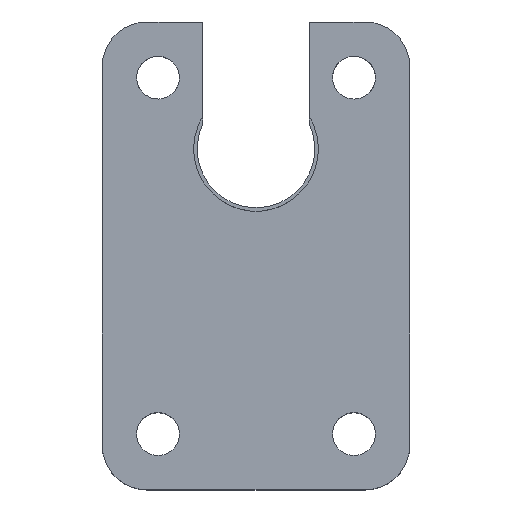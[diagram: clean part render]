
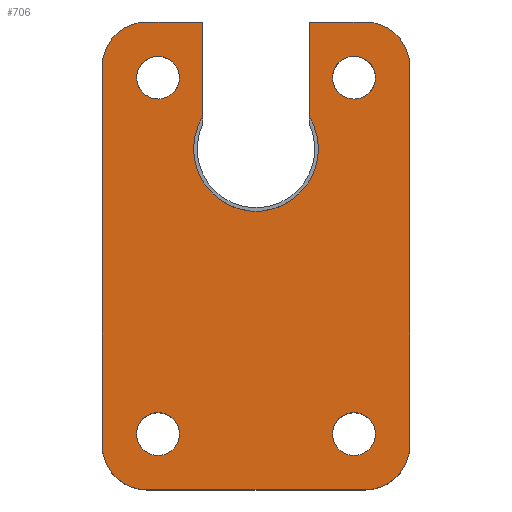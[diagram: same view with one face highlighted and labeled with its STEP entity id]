
A CAD part, top view. The second image highlights one B-rep face of the part: STEP entity #706.
In plain terms, the highlighted planar face has unit normal (0, 0, 1).
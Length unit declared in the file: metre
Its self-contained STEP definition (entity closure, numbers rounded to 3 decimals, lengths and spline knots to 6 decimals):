
#20=CIRCLE('',#755,0.0024);
#23=CIRCLE('',#759,0.0024);
#24=CIRCLE('',#760,0.0024);
#25=CIRCLE('',#761,0.0024);
#26=CIRCLE('',#762,0.005);
#27=CIRCLE('',#763,0.005);
#28=CIRCLE('',#764,0.007);
#29=CIRCLE('',#765,0.005);
#30=CIRCLE('',#766,0.005);
#78=ORIENTED_EDGE('',*,*,#282,.T.);
#79=ORIENTED_EDGE('',*,*,#277,.T.);
#80=ORIENTED_EDGE('',*,*,#283,.T.);
#81=ORIENTED_EDGE('',*,*,#284,.T.);
#82=ORIENTED_EDGE('',*,*,#285,.T.);
#83=ORIENTED_EDGE('',*,*,#286,.T.);
#84=ORIENTED_EDGE('',*,*,#287,.T.);
#85=ORIENTED_EDGE('',*,*,#288,.T.);
#86=ORIENTED_EDGE('',*,*,#271,.F.);
#87=ORIENTED_EDGE('',*,*,#289,.F.);
#88=ORIENTED_EDGE('',*,*,#290,.F.);
#89=ORIENTED_EDGE('',*,*,#291,.T.);
#90=ORIENTED_EDGE('',*,*,#267,.F.);
#91=ORIENTED_EDGE('',*,*,#292,.T.);
#92=ORIENTED_EDGE('',*,*,#293,.F.);
#93=ORIENTED_EDGE('',*,*,#294,.T.);
#267=EDGE_CURVE('',#369,#370,#439,.T.);
#271=EDGE_CURVE('',#373,#374,#443,.T.);
#277=EDGE_CURVE('',#379,#379,#20,.T.);
#282=EDGE_CURVE('',#384,#384,#23,.T.);
#283=EDGE_CURVE('',#385,#385,#24,.T.);
#284=EDGE_CURVE('',#386,#386,#25,.T.);
#285=EDGE_CURVE('',#387,#388,#451,.T.);
#286=EDGE_CURVE('',#388,#389,#26,.T.);
#287=EDGE_CURVE('',#389,#390,#452,.T.);
#288=EDGE_CURVE('',#390,#374,#27,.T.);
#289=EDGE_CURVE('',#391,#373,#453,.T.);
#290=EDGE_CURVE('',#392,#391,#28,.T.);
#291=EDGE_CURVE('',#392,#370,#454,.T.);
#292=EDGE_CURVE('',#369,#393,#29,.T.);
#293=EDGE_CURVE('',#394,#393,#455,.T.);
#294=EDGE_CURVE('',#394,#387,#30,.T.);
#369=VERTEX_POINT('',#1030);
#370=VERTEX_POINT('',#1032);
#373=VERTEX_POINT('',#1040);
#374=VERTEX_POINT('',#1041);
#379=VERTEX_POINT('',#1053);
#384=VERTEX_POINT('',#1064);
#385=VERTEX_POINT('',#1066);
#386=VERTEX_POINT('',#1068);
#387=VERTEX_POINT('',#1070);
#388=VERTEX_POINT('',#1071);
#389=VERTEX_POINT('',#1073);
#390=VERTEX_POINT('',#1075);
#391=VERTEX_POINT('',#1078);
#392=VERTEX_POINT('',#1080);
#393=VERTEX_POINT('',#1083);
#394=VERTEX_POINT('',#1085);
#439=LINE('',#1031,#515);
#443=LINE('',#1039,#519);
#451=LINE('',#1069,#527);
#452=LINE('',#1074,#528);
#453=LINE('',#1077,#529);
#454=LINE('',#1081,#530);
#455=LINE('',#1084,#531);
#515=VECTOR('',#825,1.);
#519=VECTOR('',#831,1.);
#527=VECTOR('',#855,1.);
#528=VECTOR('',#858,1.);
#529=VECTOR('',#861,1.);
#530=VECTOR('',#864,1.);
#531=VECTOR('',#867,1.);
#590=EDGE_LOOP('',(#78));
#591=EDGE_LOOP('',(#79));
#592=EDGE_LOOP('',(#80));
#593=EDGE_LOOP('',(#81));
#594=EDGE_LOOP('',(#82,#83,#84,#85,#86,#87,#88,#89,#90,#91,#92,#93));
#636=FACE_BOUND('',#590,.T.);
#637=FACE_BOUND('',#591,.T.);
#638=FACE_BOUND('',#592,.T.);
#639=FACE_BOUND('',#593,.T.);
#640=FACE_BOUND('',#594,.T.);
#680=PLANE('',#758);
#706=ADVANCED_FACE('',(#636,#637,#638,#639,#640),#680,.T.);
#755=AXIS2_PLACEMENT_3D('',#1052,#839,#840);
#758=AXIS2_PLACEMENT_3D('',#1062,#847,#848);
#759=AXIS2_PLACEMENT_3D('',#1063,#849,#850);
#760=AXIS2_PLACEMENT_3D('',#1065,#851,#852);
#761=AXIS2_PLACEMENT_3D('',#1067,#853,#854);
#762=AXIS2_PLACEMENT_3D('',#1072,#856,#857);
#763=AXIS2_PLACEMENT_3D('',#1076,#859,#860);
#764=AXIS2_PLACEMENT_3D('',#1079,#862,#863);
#765=AXIS2_PLACEMENT_3D('',#1082,#865,#866);
#766=AXIS2_PLACEMENT_3D('',#1086,#868,#869);
#825=DIRECTION('',(1.,0.,0.));
#831=DIRECTION('',(1.,0.,0.));
#839=DIRECTION('',(0.,0.,-1.));
#840=DIRECTION('',(-1.,0.,0.));
#847=DIRECTION('',(0.,0.,1.));
#848=DIRECTION('',(1.,0.,0.));
#849=DIRECTION('',(0.,0.,-1.));
#850=DIRECTION('',(1.,0.,0.));
#851=DIRECTION('',(0.,0.,-1.));
#852=DIRECTION('',(1.,0.,0.));
#853=DIRECTION('',(0.,0.,-1.));
#854=DIRECTION('',(1.,0.,0.));
#855=DIRECTION('',(1.,0.,0.));
#856=DIRECTION('',(0.,0.,1.));
#857=DIRECTION('',(1.,0.,0.));
#858=DIRECTION('',(0.,1.,0.));
#859=DIRECTION('',(0.,0.,1.));
#860=DIRECTION('',(1.,0.,0.));
#861=DIRECTION('',(0.,1.,0.));
#862=DIRECTION('',(0.,0.,1.));
#863=DIRECTION('',(1.,0.,0.));
#864=DIRECTION('',(0.,1.,0.));
#865=DIRECTION('',(0.,0.,1.));
#866=DIRECTION('',(1.,0.,0.));
#867=DIRECTION('',(0.,1.,0.));
#868=DIRECTION('',(0.,0.,1.));
#869=DIRECTION('',(1.,0.,0.));
#1030=CARTESIAN_POINT('',(-0.01225,0.01425,0.029));
#1031=CARTESIAN_POINT('',(0.,0.01425,0.029));
#1032=CARTESIAN_POINT('',(-0.006,0.01425,0.029));
#1039=CARTESIAN_POINT('',(0.,0.01425,0.029));
#1040=CARTESIAN_POINT('',(0.006,0.01425,0.029));
#1041=CARTESIAN_POINT('',(0.01225,0.01425,0.029));
#1052=CARTESIAN_POINT('',(0.011,0.008,0.029));
#1053=CARTESIAN_POINT('',(0.0086,0.008,0.029));
#1062=CARTESIAN_POINT('',(0.,-0.012,0.029));
#1063=CARTESIAN_POINT('',(0.011,-0.032,0.029));
#1064=CARTESIAN_POINT('',(0.0134,-0.032,0.029));
#1065=CARTESIAN_POINT('',(-0.011,0.008,0.029));
#1066=CARTESIAN_POINT('',(-0.0086,0.008,0.029));
#1067=CARTESIAN_POINT('',(-0.011,-0.032,0.029));
#1068=CARTESIAN_POINT('',(-0.0086,-0.032,0.029));
#1069=CARTESIAN_POINT('',(0.,-0.03825,0.029));
#1070=CARTESIAN_POINT('',(-0.01225,-0.03825,0.029));
#1071=CARTESIAN_POINT('',(0.01225,-0.03825,0.029));
#1072=CARTESIAN_POINT('',(0.01225,-0.03325,0.029));
#1073=CARTESIAN_POINT('',(0.01725,-0.03325,0.029));
#1074=CARTESIAN_POINT('',(0.01725,-0.012,0.029));
#1075=CARTESIAN_POINT('',(0.01725,0.00925,0.029));
#1076=CARTESIAN_POINT('',(0.01225,0.00925,0.029));
#1077=CARTESIAN_POINT('',(0.006,-0.012,0.029));
#1078=CARTESIAN_POINT('',(0.006,0.003606,0.029));
#1079=CARTESIAN_POINT('',(0.,0.,0.029));
#1080=CARTESIAN_POINT('',(-0.006,0.003606,0.029));
#1081=CARTESIAN_POINT('',(-0.006,-0.012,0.029));
#1082=CARTESIAN_POINT('',(-0.01225,0.00925,0.029));
#1083=CARTESIAN_POINT('',(-0.01725,0.00925,0.029));
#1084=CARTESIAN_POINT('',(-0.01725,-0.012,0.029));
#1085=CARTESIAN_POINT('',(-0.01725,-0.03325,0.029));
#1086=CARTESIAN_POINT('',(-0.01225,-0.03325,0.029));
